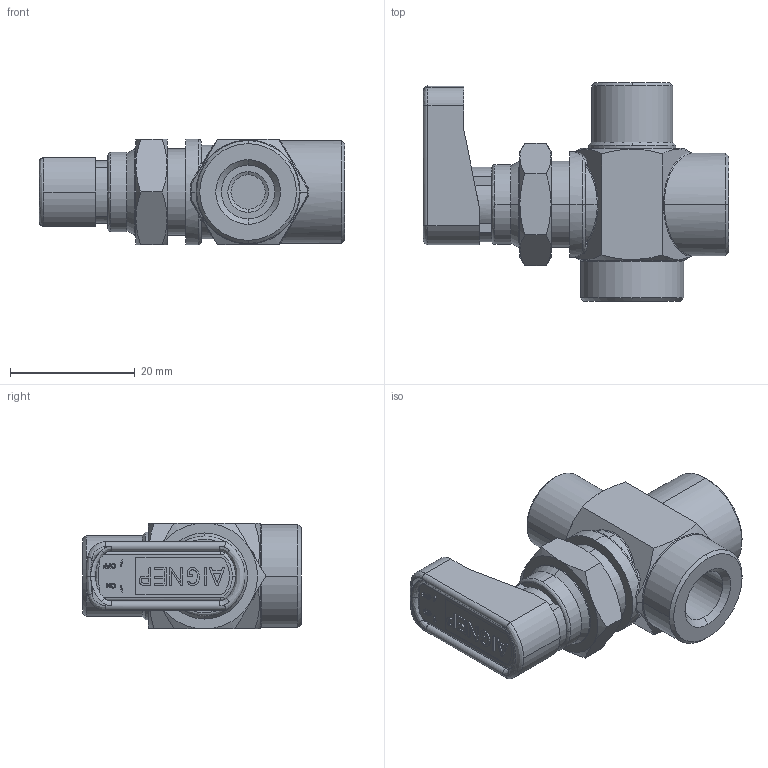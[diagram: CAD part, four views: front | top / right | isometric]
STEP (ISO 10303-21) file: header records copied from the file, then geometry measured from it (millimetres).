
FILE_DESCRIPTION (( 'STEP AP214' ), '1' );
FILE_NAME ('GHI06700-G01_3L.STEP', '2018-09-03T13:14:38', ( '' ), ( '' ), 'SwSTEP 2.0', 'SolidWorks 2018', '' );
FILE_SCHEMA (( 'AUTOMOTIVE_DESIGN' ));
Length unit declared in the file: millimetre
Products named in the file (1): GHI06700-G01_3L
Bounding box: 49 x 35 x 17 mm (x, y, z)
Volume: 11945.3 mm3; surface area: 5663.9 mm2
Topology: 7 solids, 18 shells, 528 faces, 1352 edges, 878 vertices
Faces by surface type: plane 240, bspline 143, cylinder 101, cone 44
Entity records: 22566 total; most frequent: CARTESIAN_POINT 10520, ORIENTED_EDGE 2704, DIRECTION 2012, EDGE_CURVE 1352, VERTEX_POINT 878, VECTOR 688, LINE 688, AXIS2_PLACEMENT_3D 662
